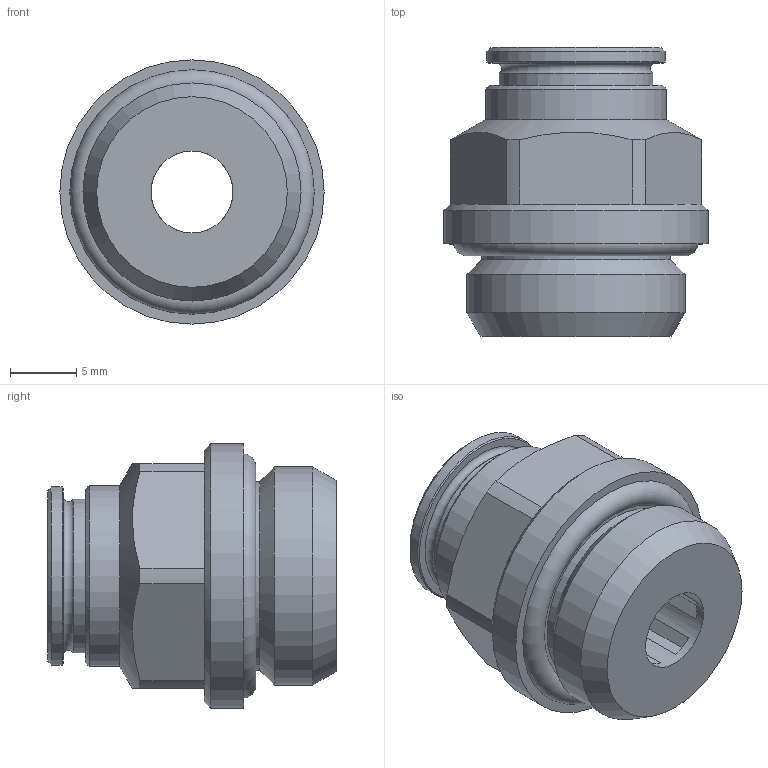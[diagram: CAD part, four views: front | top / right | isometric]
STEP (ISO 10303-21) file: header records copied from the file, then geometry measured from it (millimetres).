
FILE_DESCRIPTION(/* description */ ('STEP AP203'),/* implementation_level */ '2;1');
FILE_NAME(/* name */ 'X0020043',/* time_stamp */ '2022-07-19T14:56:18+02:00',/* author */ ('License CC BY-ND 4.0'),/* organization */ ('CADENAS'),/* preprocessor_version */ 'ST-DEVELOPER v18.102',/* originating_system */ 'PARTsolutions',/* authorisation */ ' ');
FILE_SCHEMA (('CONFIG_CONTROL_DESIGN'));
Length unit declared in the file: millimetre
Products named in the file (2): X0020043; X0020043_PART1
Assembly tree (1 placements, depth 2):
  X0020043
    X0020043_PART1
Bounding box: 20 x 21.86 x 20 mm (x, y, z)
Volume: 3586.2 mm3; surface area: 2250.1 mm2
Topology: 1 solids, 1 shells, 62 faces, 147 edges, 91 vertices
Faces by surface type: plane 36, cylinder 14, cone 9, torus 3
Full cylindrical faces by diameter (mm): 6.2 x1, 8.15 x1, 11.65 x1, 13.5 x1, 13.7 x1, 14.3 x1, 16.5 x1, 20 x1
Entity records: 2120 total; most frequent: CARTESIAN_POINT 328, DIRECTION 284, ORIENTED_EDGE 240, EDGE_CURVE 120, AXIS2_PLACEMENT_3D 118, EDGE_LOOP 88, FACE_BOUND 88, VERTEX_POINT 84
